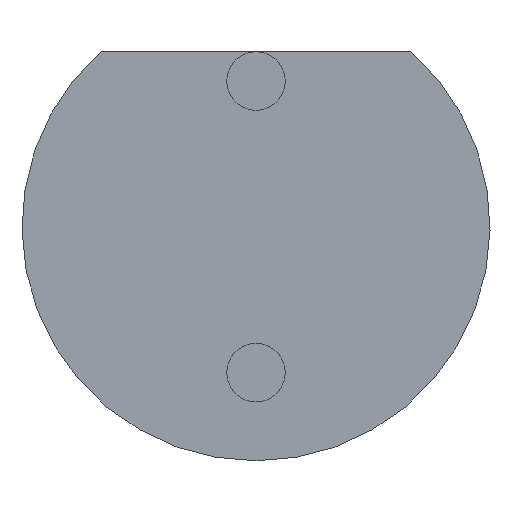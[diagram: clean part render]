
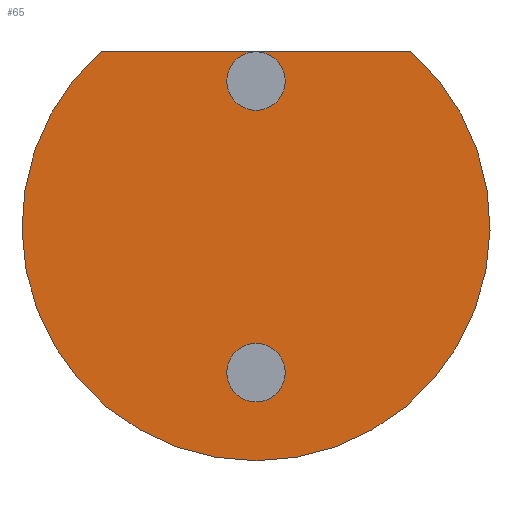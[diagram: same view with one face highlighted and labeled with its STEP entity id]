
A CAD part, front view. The second image highlights one B-rep face of the part: STEP entity #65.
In plain terms, the highlighted planar face has unit normal (0, -1, 0).
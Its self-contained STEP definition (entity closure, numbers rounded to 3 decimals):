
#22 = EDGE_CURVE ( 'NONE', #399, #414, #489, .T. ) ;
#30 = EDGE_CURVE ( 'NONE', #402, #359, #496, .T. ) ;
#37 = EDGE_CURVE ( 'NONE', #414, #399, #508, .T. ) ;
#38 = EDGE_CURVE ( 'NONE', #361, #408, #515, .T. ) ;
#45 = EDGE_CURVE ( 'NONE', #402, #359, #392, .T. ) ;
#65 = ADVANCED_FACE ( 'NONE', ( #568, #577, #575 ), #245, .T. ) ;
#76 = EDGE_CURVE ( 'NONE', #408, #361, #534, .T. ) ;
#124 = DIRECTION ( 'NONE',  ( -1., 0., 0. ) ) ;
#125 = CARTESIAN_POINT ( 'NONE',  ( 0., -1., 0. ) ) ;
#142 = DIRECTION ( 'NONE',  ( 0., 1., 0. ) ) ;
#152 = DIRECTION ( 'NONE',  ( 0., 1., 0. ) ) ;
#153 = CARTESIAN_POINT ( 'NONE',  ( 0., -1., -2.747 ) ) ;
#154 = DIRECTION ( 'NONE',  ( 0., 0., 1. ) ) ;
#155 = DIRECTION ( 'NONE',  ( 0., 1., 0. ) ) ;
#156 = CARTESIAN_POINT ( 'NONE',  ( 0., -1., -0.255 ) ) ;
#158 = DIRECTION ( 'NONE',  ( 0., 0., 1. ) ) ;
#170 = DIRECTION ( 'NONE',  ( 0., 0., 1. ) ) ;
#190 = CARTESIAN_POINT ( 'NONE',  ( 0., -1., -1.5 ) ) ;
#206 = DIRECTION ( 'NONE',  ( 0., 0., 1. ) ) ;
#208 = CARTESIAN_POINT ( 'NONE',  ( 0., -1., -2.747 ) ) ;
#213 = DIRECTION ( 'NONE',  ( 0., 1., 0. ) ) ;
#241 = CARTESIAN_POINT ( 'NONE',  ( 0., -1., -2.997 ) ) ;
#243 = DIRECTION ( 'NONE',  ( 0., 0., -1. ) ) ;
#245 = PLANE ( 'NONE',  #523 ) ;
#247 = CARTESIAN_POINT ( 'NONE',  ( 0., -1., -0.005 ) ) ;
#250 = CARTESIAN_POINT ( 'NONE',  ( 1.323, -1., 0. ) ) ;
#257 = CARTESIAN_POINT ( 'NONE',  ( -1.323, -1., 0. ) ) ;
#270 = CARTESIAN_POINT ( 'NONE',  ( 0., -1., -0.255 ) ) ;
#283 = CARTESIAN_POINT ( 'NONE',  ( 0., -1., -4.975 ) ) ;
#287 = DIRECTION ( 'NONE',  ( 0., 0., 1. ) ) ;
#288 = DIRECTION ( 'NONE',  ( 0., 1., 0. ) ) ;
#297 = CARTESIAN_POINT ( 'NONE',  ( 0., -1., -0.505 ) ) ;
#305 = DIRECTION ( 'NONE',  ( 0., -1., 0. ) ) ;
#322 = CARTESIAN_POINT ( 'NONE',  ( 0., -1., -2.497 ) ) ;
#346 = ORIENTED_EDGE ( 'NONE', *, *, #45, .T. ) ;
#359 = VERTEX_POINT ( 'NONE', #257 ) ;
#361 = VERTEX_POINT ( 'NONE', #247 ) ;
#378 = EDGE_LOOP ( 'NONE', ( #346, #411 ) ) ;
#391 = EDGE_LOOP ( 'NONE', ( #416, #418 ) ) ;
#392 = LINE ( 'NONE', #125, #500 ) ;
#395 = EDGE_LOOP ( 'NONE', ( #446, #427 ) ) ;
#399 = VERTEX_POINT ( 'NONE', #322 ) ;
#402 = VERTEX_POINT ( 'NONE', #250 ) ;
#408 = VERTEX_POINT ( 'NONE', #297 ) ;
#411 = ORIENTED_EDGE ( 'NONE', *, *, #30, .F. ) ;
#414 = VERTEX_POINT ( 'NONE', #241 ) ;
#416 = ORIENTED_EDGE ( 'NONE', *, *, #38, .T. ) ;
#418 = ORIENTED_EDGE ( 'NONE', *, *, #76, .T. ) ;
#427 = ORIENTED_EDGE ( 'NONE', *, *, #37, .T. ) ;
#446 = ORIENTED_EDGE ( 'NONE', *, *, #22, .T. ) ;
#477 = AXIS2_PLACEMENT_3D ( 'NONE', #190, #142, #170 ) ;
#480 = AXIS2_PLACEMENT_3D ( 'NONE', #270, #288, #287 ) ;
#489 = CIRCLE ( 'NONE', #519, 0.25 ) ;
#496 = CIRCLE ( 'NONE', #477, 2. ) ;
#500 = VECTOR ( 'NONE', #124, 1000. ) ;
#508 = CIRCLE ( 'NONE', #518, 0.25 ) ;
#515 = CIRCLE ( 'NONE', #532, 0.25 ) ;
#518 = AXIS2_PLACEMENT_3D ( 'NONE', #153, #152, #154 ) ;
#519 = AXIS2_PLACEMENT_3D ( 'NONE', #208, #213, #206 ) ;
#523 = AXIS2_PLACEMENT_3D ( 'NONE', #283, #305, #243 ) ;
#532 = AXIS2_PLACEMENT_3D ( 'NONE', #156, #155, #158 ) ;
#534 = CIRCLE ( 'NONE', #480, 0.25 ) ;
#568 = FACE_BOUND ( 'NONE', #395, .T. ) ;
#575 = FACE_BOUND ( 'NONE', #391, .T. ) ;
#577 = FACE_OUTER_BOUND ( 'NONE', #378, .T. ) ;
